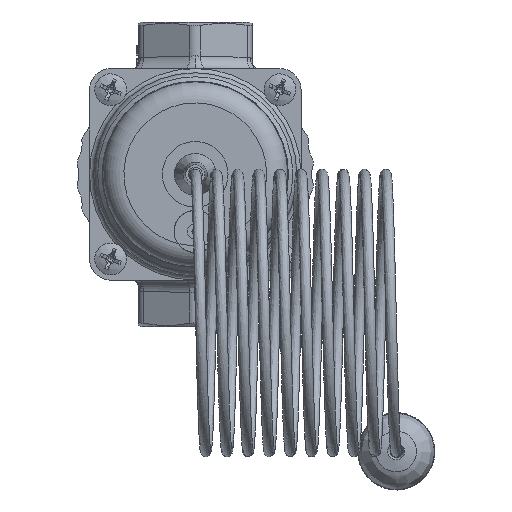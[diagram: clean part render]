
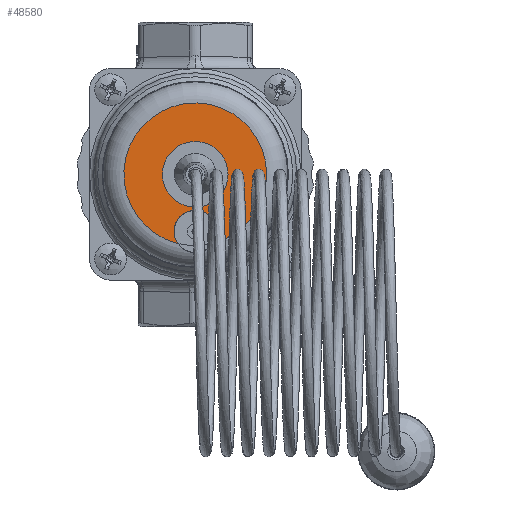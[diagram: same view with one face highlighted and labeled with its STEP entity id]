
A CAD part, front view. The second image highlights one B-rep face of the part: STEP entity #48580.
In plain terms, the highlighted planar face has unit normal (0, -1, 0).
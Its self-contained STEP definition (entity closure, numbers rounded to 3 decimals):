
#48397=CARTESIAN_POINT('',(220.069,-225.183,-121.787));
#48398=VERTEX_POINT('',#48397);
#48399=CARTESIAN_POINT('',(211.882,-225.183,-121.787));
#48400=VERTEX_POINT('',#48399);
#48401=CARTESIAN_POINT('',(215.975,-225.183,-105.416));
#48402=DIRECTION('',(0.0,-1.0,0.0));
#48403=DIRECTION('',(1.0,0.0,0.0));
#48404=AXIS2_PLACEMENT_3D('',#48401,#48402,#48403);
#48405=CIRCLE('',#48404,16.875);
#48406=EDGE_CURVE('',#48398,#48400,#48405,.T.);
#48554=CARTESIAN_POINT('',(224.413,-225.183,-105.416));
#48555=DIRECTION('',(0.0,-1.0,0.0));
#48556=DIRECTION('',(1.0,0.0,0.0));
#48557=AXIS2_PLACEMENT_3D('',#48554,#48555,#48556);
#48558=PLANE('',#48557);
#48559=CARTESIAN_POINT('',(215.975,-225.183,-118.916));
#48560=DIRECTION('',(0.0,1.0,0.0));
#48561=DIRECTION('',(-1.0,0.0,0.0));
#48562=AXIS2_PLACEMENT_3D('',#48559,#48560,#48561);
#48563=CIRCLE('',#48562,5.0);
#48564=EDGE_CURVE('',#48400,#48398,#48563,.T.);
#48565=ORIENTED_EDGE('',*,*,#48564,.T.);
#48566=ORIENTED_EDGE('',*,*,#48406,.T.);
#48567=EDGE_LOOP('',(#48565,#48566));
#48568=FACE_OUTER_BOUND('',#48567,.T.);
#48569=CARTESIAN_POINT('',(221.675,-225.183,-105.416));
#48570=VERTEX_POINT('',#48569);
#48571=CARTESIAN_POINT('',(215.975,-225.183,-105.416));
#48572=DIRECTION('',(0.0,1.0,0.0));
#48573=DIRECTION('',(1.0,0.0,0.0));
#48574=AXIS2_PLACEMENT_3D('',#48571,#48572,#48573);
#48575=CIRCLE('',#48574,5.7);
#48576=EDGE_CURVE('',#48570,#48570,#48575,.T.);
#48577=ORIENTED_EDGE('',*,*,#48576,.T.);
#48578=EDGE_LOOP('',(#48577));
#48579=FACE_BOUND('',#48578,.T.);
#48580=ADVANCED_FACE('',(#48568,#48579),#48558,.T.);
